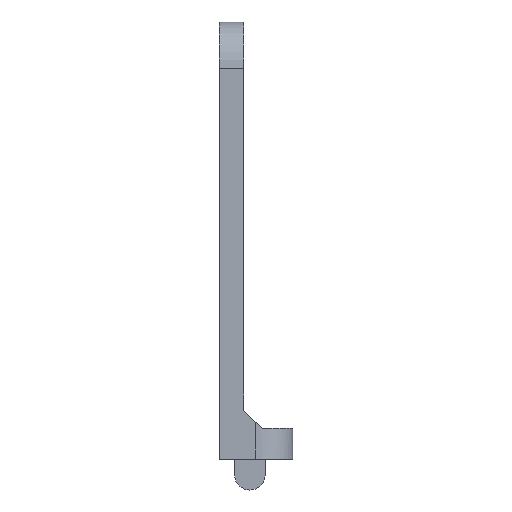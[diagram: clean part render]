
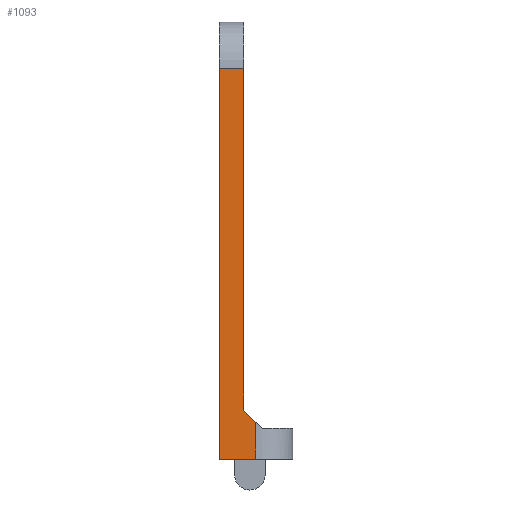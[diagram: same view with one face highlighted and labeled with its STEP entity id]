
A CAD part, left-side view. The second image highlights one B-rep face of the part: STEP entity #1093.
In plain terms, the highlighted planar face has unit normal (-1, 0, 0).
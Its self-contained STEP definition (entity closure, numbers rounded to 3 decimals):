
#59=PLANE('',#1209);
#110=FACE_OUTER_BOUND('',#180,.T.);
#180=EDGE_LOOP('',(#955,#956,#957,#958,#959,#960));
#204=LINE('',#1578,#308);
#234=LINE('',#1684,#338);
#244=LINE('',#1721,#348);
#285=LINE('',#1822,#389);
#286=LINE('',#1825,#390);
#287=LINE('',#1826,#391);
#308=VECTOR('',#1254,10.);
#338=VECTOR('',#1346,10.);
#348=VECTOR('',#1384,10.);
#389=VECTOR('',#1497,10.);
#390=VECTOR('',#1500,10.);
#391=VECTOR('',#1501,10.);
#461=VERTEX_POINT('',#1564);
#467=VERTEX_POINT('',#1576);
#511=VERTEX_POINT('',#1681);
#512=VERTEX_POINT('',#1683);
#549=VERTEX_POINT('',#1819);
#550=VERTEX_POINT('',#1824);
#572=EDGE_CURVE('',#467,#461,#204,.T.);
#625=EDGE_CURVE('',#512,#511,#234,.T.);
#644=EDGE_CURVE('',#461,#511,#244,.T.);
#694=EDGE_CURVE('',#512,#549,#285,.T.);
#695=EDGE_CURVE('',#550,#467,#286,.T.);
#696=EDGE_CURVE('',#549,#550,#287,.T.);
#955=ORIENTED_EDGE('',*,*,#644,.F.);
#956=ORIENTED_EDGE('',*,*,#572,.F.);
#957=ORIENTED_EDGE('',*,*,#695,.F.);
#958=ORIENTED_EDGE('',*,*,#696,.F.);
#959=ORIENTED_EDGE('',*,*,#694,.F.);
#960=ORIENTED_EDGE('',*,*,#625,.T.);
#1093=ADVANCED_FACE('',(#110),#59,.T.);
#1209=AXIS2_PLACEMENT_3D('',#1823,#1498,#1499);
#1254=DIRECTION('',(0.,0.,1.));
#1346=DIRECTION('',(0.,0.,1.));
#1384=DIRECTION('',(0.,-1.,0.));
#1497=DIRECTION('',(0.,-0.707,-0.707));
#1498=DIRECTION('center_axis',(-1.,0.,0.));
#1499=DIRECTION('ref_axis',(0.,0.,1.));
#1500=DIRECTION('',(0.,1.,0.));
#1501=DIRECTION('',(0.,0.,-1.));
#1564=CARTESIAN_POINT('',(224.,38.274,73.5));
#1576=CARTESIAN_POINT('',(224.,38.274,9.91));
#1578=CARTESIAN_POINT('',(224.,38.274,13.66));
#1681=CARTESIAN_POINT('',(224.,34.274,73.5));
#1683=CARTESIAN_POINT('',(224.,34.274,17.91));
#1684=CARTESIAN_POINT('',(224.,34.274,14.91));
#1721=CARTESIAN_POINT('',(224.,65.137,73.5));
#1819=CARTESIAN_POINT('',(224.,32.274,15.91));
#1822=CARTESIAN_POINT('',(224.,48.706,32.341));
#1823=CARTESIAN_POINT('Origin',(224.,98.,14.91));
#1824=CARTESIAN_POINT('',(224.,32.274,9.91));
#1825=CARTESIAN_POINT('',(224.,26.274,9.91));
#1826=CARTESIAN_POINT('',(224.,32.274,13.66));
